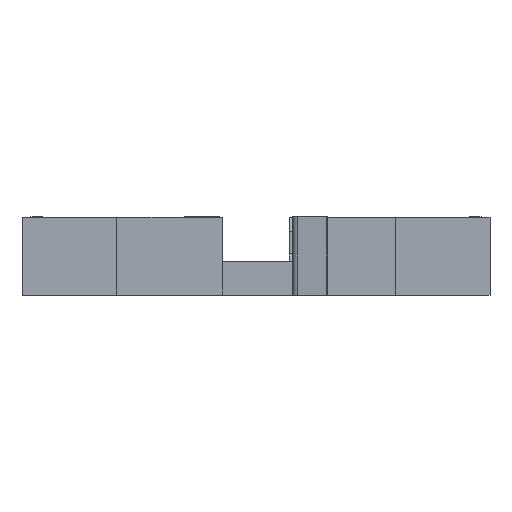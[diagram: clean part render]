
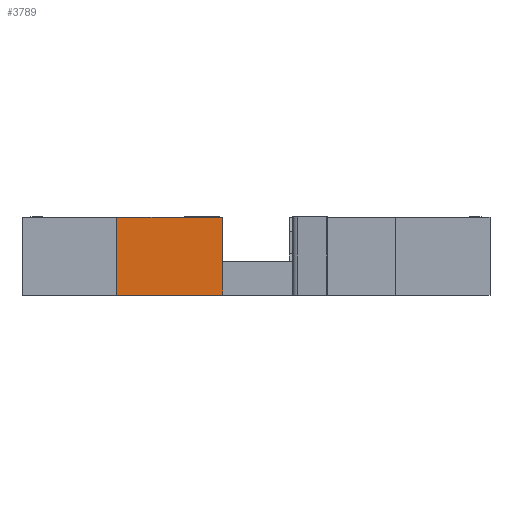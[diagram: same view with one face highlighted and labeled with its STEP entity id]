
A CAD part, front view. The second image highlights one B-rep face of the part: STEP entity #3789.
In plain terms, the highlighted planar face has unit normal (0, -1, 0).
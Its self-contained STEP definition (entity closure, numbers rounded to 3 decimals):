
#115=PLANE('',#4085);
#299=FACE_OUTER_BOUND('',#497,.T.);
#497=EDGE_LOOP('',(#3058,#3059,#3060,#3061,#3062,#3063));
#916=LINE('',#6051,#1344);
#919=LINE('',#6057,#1347);
#920=LINE('',#6059,#1348);
#921=LINE('',#6060,#1349);
#922=LINE('',#6062,#1350);
#923=LINE('',#6063,#1351);
#1344=VECTOR('',#4878,1.);
#1347=VECTOR('',#4883,1.);
#1348=VECTOR('',#4884,1.);
#1349=VECTOR('',#4885,1.);
#1350=VECTOR('',#4886,1.);
#1351=VECTOR('',#4887,1.);
#1793=VERTEX_POINT('',#6049);
#1794=VERTEX_POINT('',#6050);
#1795=VERTEX_POINT('',#6055);
#1796=VERTEX_POINT('',#6056);
#1797=VERTEX_POINT('',#6058);
#1798=VERTEX_POINT('',#6061);
#2277=EDGE_CURVE('',#1793,#1794,#916,.F.);
#2280=EDGE_CURVE('',#1795,#1796,#919,.F.);
#2281=EDGE_CURVE('',#1797,#1795,#920,.F.);
#2282=EDGE_CURVE('',#1793,#1797,#921,.T.);
#2283=EDGE_CURVE('',#1798,#1794,#922,.F.);
#2284=EDGE_CURVE('',#1796,#1798,#923,.F.);
#3058=ORIENTED_EDGE('',*,*,#2280,.F.);
#3059=ORIENTED_EDGE('',*,*,#2281,.F.);
#3060=ORIENTED_EDGE('',*,*,#2282,.F.);
#3061=ORIENTED_EDGE('',*,*,#2277,.T.);
#3062=ORIENTED_EDGE('',*,*,#2283,.F.);
#3063=ORIENTED_EDGE('',*,*,#2284,.F.);
#3789=ADVANCED_FACE('',(#299),#115,.F.);
#4085=AXIS2_PLACEMENT_3D('',#6054,#4881,#4882);
#4878=DIRECTION('',(0.,0.,1.));
#4881=DIRECTION('center_axis',(0.,1.,0.));
#4882=DIRECTION('ref_axis',(1.,0.,0.));
#4883=DIRECTION('',(1.,0.,0.));
#4884=DIRECTION('',(0.,0.,1.));
#4885=DIRECTION('',(1.,0.,0.));
#4886=DIRECTION('',(1.,0.,0.));
#4887=DIRECTION('',(0.,0.,1.));
#6049=CARTESIAN_POINT('',(1402.086,-585.842,35.));
#6050=CARTESIAN_POINT('',(1402.086,-585.842,28.));
#6051=CARTESIAN_POINT('',(1402.086,-585.842,35.));
#6054=CARTESIAN_POINT('Origin',(1402.086,-585.842,35.));
#6055=CARTESIAN_POINT('',(1411.586,-585.842,31.));
#6056=CARTESIAN_POINT('',(1411.585,-585.842,31.));
#6057=CARTESIAN_POINT('',(1408.336,-585.842,31.));
#6058=CARTESIAN_POINT('',(1411.586,-585.842,35.));
#6059=CARTESIAN_POINT('',(1411.586,-585.842,35.));
#6060=CARTESIAN_POINT('',(1408.336,-585.842,35.));
#6061=CARTESIAN_POINT('',(1411.585,-585.842,28.));
#6062=CARTESIAN_POINT('',(1408.336,-585.842,28.));
#6063=CARTESIAN_POINT('',(1411.585,-585.842,31.5));
